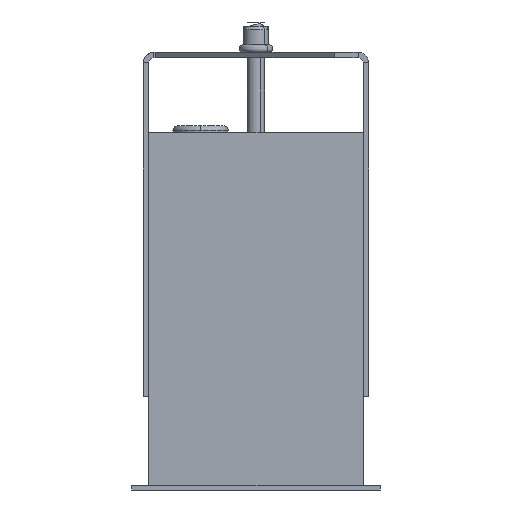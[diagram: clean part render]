
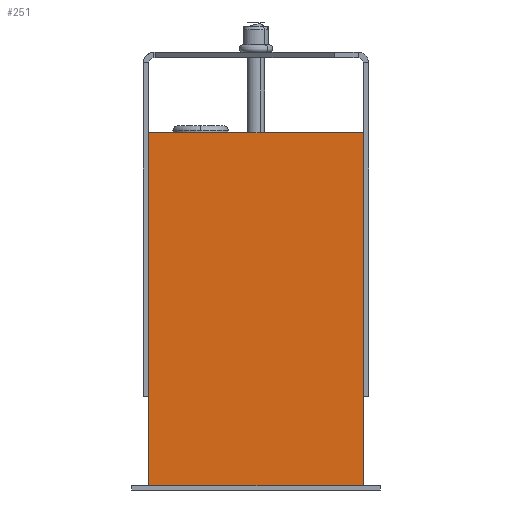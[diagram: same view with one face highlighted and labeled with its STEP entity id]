
A CAD part, left-side view. The second image highlights one B-rep face of the part: STEP entity #251.
In plain terms, the highlighted planar face has unit normal (-1, 0, 0).
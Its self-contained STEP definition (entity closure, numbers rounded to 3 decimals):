
#152=FACE_OUTER_BOUND('',#540,.T.);
#251=ADVANCED_FACE('',(#152),#337,.T.);
#337=PLANE('',#1833);
#540=EDGE_LOOP('',(#834,#835,#836,#837));
#834=ORIENTED_EDGE('',*,*,#1325,.T.);
#835=ORIENTED_EDGE('',*,*,#1327,.T.);
#836=ORIENTED_EDGE('',*,*,#1340,.T.);
#837=ORIENTED_EDGE('',*,*,#1319,.T.);
#1131=VERTEX_POINT('',#2710);
#1133=VERTEX_POINT('',#2713);
#1137=VERTEX_POINT('',#2723);
#1139=VERTEX_POINT('',#2729);
#1319=EDGE_CURVE('',#1133,#1131,#1511,.T.);
#1325=EDGE_CURVE('',#1131,#1137,#1515,.T.);
#1327=EDGE_CURVE('',#1137,#1139,#1517,.T.);
#1340=EDGE_CURVE('',#1139,#1133,#1530,.T.);
#1511=LINE('',#2712,#1657);
#1515=LINE('',#2725,#1661);
#1517=LINE('',#2728,#1663);
#1530=LINE('',#2754,#1676);
#1657=VECTOR('',#2152,1.);
#1661=VECTOR('',#2162,1.);
#1663=VECTOR('',#2166,1.);
#1676=VECTOR('',#2185,1.);
#1833=AXIS2_PLACEMENT_3D('',#2757,#2189,#2190);
#2152=DIRECTION('',(0.,1.,0.));
#2162=DIRECTION('',(0.,0.,-1.));
#2166=DIRECTION('',(0.,-1.,0.));
#2185=DIRECTION('',(0.,0.,1.));
#2189=DIRECTION('',(-1.,0.,0.));
#2190=DIRECTION('',(0.,0.,1.));
#2710=CARTESIAN_POINT('',(-423.,30.,54.));
#2712=CARTESIAN_POINT('',(-423.,0.,54.));
#2713=CARTESIAN_POINT('',(-423.,-30.,54.));
#2723=CARTESIAN_POINT('',(-423.,30.,-44.8));
#2725=CARTESIAN_POINT('',(-423.,30.,53.7));
#2728=CARTESIAN_POINT('',(-423.,-30.3,-44.8));
#2729=CARTESIAN_POINT('',(-423.,-30.,-44.8));
#2754=CARTESIAN_POINT('',(-423.,-30.,0.));
#2757=CARTESIAN_POINT('',(-423.,0.,0.));
